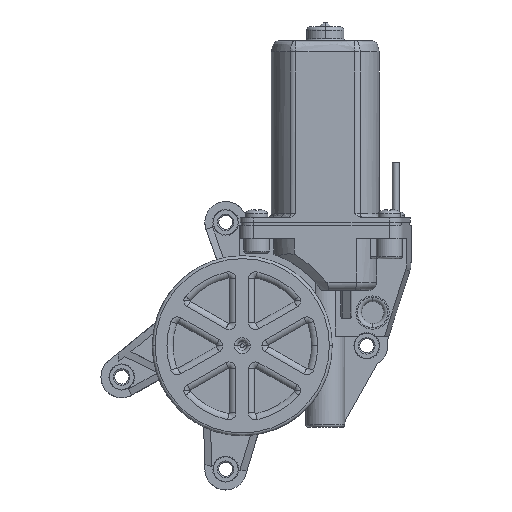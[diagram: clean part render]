
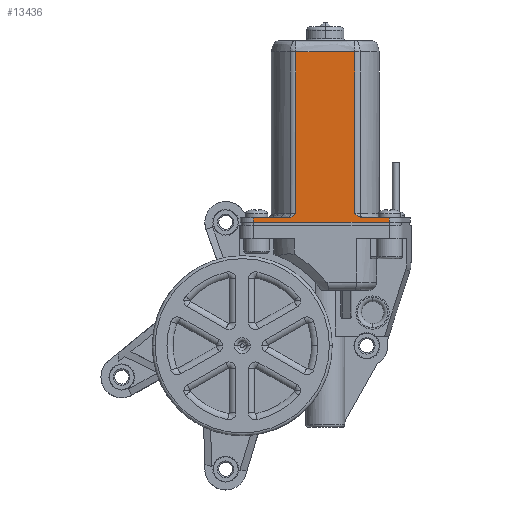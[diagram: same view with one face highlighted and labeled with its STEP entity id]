
A CAD part, front view. The second image highlights one B-rep face of the part: STEP entity #13436.
In plain terms, the highlighted planar face has unit normal (0, -1, 0).
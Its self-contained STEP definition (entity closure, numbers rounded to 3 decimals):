
#12 = VECTOR ( 'NONE', #11973, 1000. ) ;
#500 = CARTESIAN_POINT ( 'NONE',  ( 4., -23.6, 46.2 ) ) ;
#1145 = CARTESIAN_POINT ( 'NONE',  ( 19.347, -23.6, 47.7 ) ) ;
#1338 = DIRECTION ( 'NONE',  ( 1., 0., 0. ) ) ;
#1389 = EDGE_CURVE ( 'NONE', #41201, #21688, #31249, .T. ) ;
#1799 = EDGE_CURVE ( 'NONE', #23659, #18315, #6780, .T. ) ;
#2059 = EDGE_CURVE ( 'NONE', #4616, #23659, #21863, .T. ) ;
#3138 = CARTESIAN_POINT ( 'NONE',  ( 33.551, -23.6, 106.2 ) ) ;
#3741 = VECTOR ( 'NONE', #1338, 1000. ) ;
#3904 = VERTEX_POINT ( 'NONE', #1145 ) ;
#4054 = B_SPLINE_CURVE_WITH_KNOTS ( 'NONE', 3,
 ( #4564, #34184, #17653, #21141 ),
 .UNSPECIFIED., .F., .F.,
 ( 4, 4 ),
 ( 0., 0.001 ),
 .UNSPECIFIED. ) ;
#4392 = VECTOR ( 'NONE', #38285, 1000. ) ;
#4564 = CARTESIAN_POINT ( 'NONE',  ( 44.058, -23.6, 46.2 ) ) ;
#4573 = ORIENTED_EDGE ( 'NONE', *, *, #2059, .F. ) ;
#4616 = VERTEX_POINT ( 'NONE', #15648 ) ;
#4729 = CARTESIAN_POINT ( 'NONE',  ( 40.653, -23.6, 47.7 ) ) ;
#4873 = CARTESIAN_POINT ( 'NONE',  ( 16.238, -23.6, 46.2 ) ) ;
#6003 = VERTEX_POINT ( 'NONE', #40759 ) ;
#6780 = LINE ( 'NONE', #14303, #12 ) ;
#8235 = ORIENTED_EDGE ( 'NONE', *, *, #12072, .T. ) ;
#8248 = CARTESIAN_POINT ( 'NONE',  ( 15.942, -23.6, 46.2 ) ) ;
#8251 = ORIENTED_EDGE ( 'NONE', *, *, #1389, .T. ) ;
#8275 = CARTESIAN_POINT ( 'NONE',  ( 18.554, -23.6, 47.139 ) ) ;
#9513 = EDGE_CURVE ( 'NONE', #3904, #6003, #25427, .T. ) ;
#10420 = DIRECTION ( 'NONE',  ( 0., 0., 1. ) ) ;
#10474 = ORIENTED_EDGE ( 'NONE', *, *, #21661, .T. ) ;
#11209 = CARTESIAN_POINT ( 'NONE',  ( 43.19, -23.6, 46.313 ) ) ;
#11636 = CARTESIAN_POINT ( 'NONE',  ( 16.81, -23.6, 46.313 ) ) ;
#11659 = CARTESIAN_POINT ( 'NONE',  ( 4., -23.6, 46.2 ) ) ;
#11857 = CARTESIAN_POINT ( 'NONE',  ( 40.653, -23.6, 106.2 ) ) ;
#11973 = DIRECTION ( 'NONE',  ( 0., 0., -1. ) ) ;
#12072 = EDGE_CURVE ( 'NONE', #6003, #34152, #19598, .T. ) ;
#13044 = VECTOR ( 'NONE', #29918, 1000. ) ;
#13436 = ADVANCED_FACE ( 'NONE', ( #37148 ), #23634, .F. ) ;
#14303 = CARTESIAN_POINT ( 'NONE',  ( 53.121, -23.6, 46.2 ) ) ;
#14721 = AXIS2_PLACEMENT_3D ( 'NONE', #500, #30269, #10420 ) ;
#14773 = CARTESIAN_POINT ( 'NONE',  ( 15.942, -23.6, 46.2 ) ) ;
#14860 = CARTESIAN_POINT ( 'NONE',  ( 40.653, -23.6, 47.7 ) ) ;
#15014 = CARTESIAN_POINT ( 'NONE',  ( 42.718, -23.6, 46.439 ) ) ;
#15194 = EDGE_LOOP ( 'NONE', ( #33421, #24458, #17308, #41731, #8235, #27583, #8251, #10474, #20276, #4573, #23648, #24725 ) ) ;
#15247 = CARTESIAN_POINT ( 'NONE',  ( 40.653, -23.6, 46.2 ) ) ;
#15648 = CARTESIAN_POINT ( 'NONE',  ( 44.058, -23.6, 46.2 ) ) ;
#17308 = ORIENTED_EDGE ( 'NONE', *, *, #26915, .T. ) ;
#17653 = CARTESIAN_POINT ( 'NONE',  ( 43.473, -23.6, 46.238 ) ) ;
#17911 = LINE ( 'NONE', #15247, #4392 ) ;
#17943 = EDGE_CURVE ( 'NONE', #37600, #29792, #27406, .T. ) ;
#17948 = CARTESIAN_POINT ( 'NONE',  ( 16.81, -23.6, 46.313 ) ) ;
#18315 = VERTEX_POINT ( 'NONE', #37441 ) ;
#18937 = VERTEX_POINT ( 'NONE', #31144 ) ;
#19598 = B_SPLINE_CURVE_WITH_KNOTS ( 'NONE', 3,
 ( #17948, #28081, #4873, #14773 ),
 .UNSPECIFIED., .F., .F.,
 ( 4, 4 ),
 ( 0., 0.001 ),
 .UNSPECIFIED. ) ;
#20104 = EDGE_CURVE ( 'NONE', #29792, #40691, #17911, .T. ) ;
#20119 = EDGE_CURVE ( 'NONE', #41201, #34152, #32444, .T. ) ;
#20190 = DIRECTION ( 'NONE',  ( 0., 0., -1. ) ) ;
#20276 = ORIENTED_EDGE ( 'NONE', *, *, #1799, .F. ) ;
#21141 = CARTESIAN_POINT ( 'NONE',  ( 43.19, -23.6, 46.313 ) ) ;
#21438 = LINE ( 'NONE', #34464, #3741 ) ;
#21661 = EDGE_CURVE ( 'NONE', #21688, #18315, #21438, .T. ) ;
#21688 = VERTEX_POINT ( 'NONE', #38215 ) ;
#21863 = LINE ( 'NONE', #36757, #13044 ) ;
#21951 = CARTESIAN_POINT ( 'NONE',  ( 17.282, -23.6, 46.439 ) ) ;
#22194 = DIRECTION ( 'NONE',  ( 1., 0., 0. ) ) ;
#22638 = CARTESIAN_POINT ( 'NONE',  ( 53.121, -23.6, 46.2 ) ) ;
#22848 = VECTOR ( 'NONE', #34125, 1000. ) ;
#22978 = EDGE_CURVE ( 'NONE', #40691, #18937, #38858, .T. ) ;
#23054 = CARTESIAN_POINT ( 'NONE',  ( 40.653, -23.6, 106.2 ) ) ;
#23634 = PLANE ( 'NONE',  #14721 ) ;
#23636 = VECTOR ( 'NONE', #22194, 1000. ) ;
#23648 = ORIENTED_EDGE ( 'NONE', *, *, #37395, .T. ) ;
#23659 = VERTEX_POINT ( 'NONE', #22638 ) ;
#23681 = CARTESIAN_POINT ( 'NONE',  ( 4., -23.6, 46.2 ) ) ;
#24290 = CARTESIAN_POINT ( 'NONE',  ( 41.049, -23.6, 47.42 ) ) ;
#24421 = CARTESIAN_POINT ( 'NONE',  ( 19.347, -23.6, 46.2 ) ) ;
#24430 = CARTESIAN_POINT ( 'NONE',  ( 40.85, -23.6, 47.561 ) ) ;
#24458 = ORIENTED_EDGE ( 'NONE', *, *, #22978, .T. ) ;
#24725 = ORIENTED_EDGE ( 'NONE', *, *, #17943, .T. ) ;
#24861 = CARTESIAN_POINT ( 'NONE',  ( 18.951, -23.6, 47.42 ) ) ;
#25427 = B_SPLINE_CURVE_WITH_KNOTS ( 'NONE', 3,
 ( #41393, #24861, #8275, #31513, #21951, #11636 ),
 .UNSPECIFIED., .F., .F.,
 ( 4, 2, 4 ),
 ( 0., 0.001, 0.003 ),
 .UNSPECIFIED. ) ;
#25999 = CARTESIAN_POINT ( 'NONE',  ( 43.19, -23.6, 46.313 ) ) ;
#26915 = EDGE_CURVE ( 'NONE', #18937, #3904, #35229, .T. ) ;
#27406 = B_SPLINE_CURVE_WITH_KNOTS ( 'NONE', 3,
 ( #11209, #15014, #27733, #40974, #34438, #24290, #24430, #14860 ),
 .UNSPECIFIED., .F., .F.,
 ( 4, 2, 2, 4 ),
 ( 0., 0.001, 0.002, 0.003 ),
 .UNSPECIFIED. ) ;
#27583 = ORIENTED_EDGE ( 'NONE', *, *, #20119, .F. ) ;
#27733 = CARTESIAN_POINT ( 'NONE',  ( 42.283, -23.6, 46.648 ) ) ;
#28081 = CARTESIAN_POINT ( 'NONE',  ( 16.527, -23.6, 46.238 ) ) ;
#29792 = VERTEX_POINT ( 'NONE', #4729 ) ;
#29918 = DIRECTION ( 'NONE',  ( 1., 0., 0. ) ) ;
#30269 = DIRECTION ( 'NONE',  ( 0., 1., 0. ) ) ;
#31144 = CARTESIAN_POINT ( 'NONE',  ( 19.347, -23.6, 106.2 ) ) ;
#31249 = LINE ( 'NONE', #23681, #40085 ) ;
#31513 = CARTESIAN_POINT ( 'NONE',  ( 17.717, -23.6, 46.648 ) ) ;
#32444 = LINE ( 'NONE', #42066, #23636 ) ;
#33044 = CARTESIAN_POINT ( 'NONE',  ( 26.449, -23.6, 106.2 ) ) ;
#33421 = ORIENTED_EDGE ( 'NONE', *, *, #20104, .T. ) ;
#34125 = DIRECTION ( 'NONE',  ( 0., 0., -1. ) ) ;
#34152 = VERTEX_POINT ( 'NONE', #8248 ) ;
#34184 = CARTESIAN_POINT ( 'NONE',  ( 43.762, -23.6, 46.2 ) ) ;
#34438 = CARTESIAN_POINT ( 'NONE',  ( 41.451, -23.6, 47.148 ) ) ;
#34464 = CARTESIAN_POINT ( 'NONE',  ( 4., -23.6, 44.7 ) ) ;
#35229 = LINE ( 'NONE', #24421, #22848 ) ;
#36375 = CARTESIAN_POINT ( 'NONE',  ( 19.347, -23.6, 106.2 ) ) ;
#36757 = CARTESIAN_POINT ( 'NONE',  ( 4., -23.6, 46.2 ) ) ;
#37148 = FACE_OUTER_BOUND ( 'NONE', #15194, .T. ) ;
#37395 = EDGE_CURVE ( 'NONE', #4616, #37600, #4054, .T. ) ;
#37441 = CARTESIAN_POINT ( 'NONE',  ( 53.121, -23.6, 44.7 ) ) ;
#37600 = VERTEX_POINT ( 'NONE', #25999 ) ;
#38215 = CARTESIAN_POINT ( 'NONE',  ( 4., -23.6, 44.7 ) ) ;
#38285 = DIRECTION ( 'NONE',  ( 0., 0., 1. ) ) ;
#38858 = B_SPLINE_CURVE_WITH_KNOTS ( 'NONE', 3,
 ( #23054, #3138, #33044, #36375 ),
 .UNSPECIFIED., .F., .F.,
 ( 4, 4 ),
 ( 0., 1. ),
 .UNSPECIFIED. ) ;
#40085 = VECTOR ( 'NONE', #20190, 1000. ) ;
#40691 = VERTEX_POINT ( 'NONE', #11857 ) ;
#40759 = CARTESIAN_POINT ( 'NONE',  ( 16.81, -23.6, 46.313 ) ) ;
#40974 = CARTESIAN_POINT ( 'NONE',  ( 41.655, -23.6, 47.016 ) ) ;
#41201 = VERTEX_POINT ( 'NONE', #11659 ) ;
#41393 = CARTESIAN_POINT ( 'NONE',  ( 19.347, -23.6, 47.7 ) ) ;
#41731 = ORIENTED_EDGE ( 'NONE', *, *, #9513, .T. ) ;
#42066 = CARTESIAN_POINT ( 'NONE',  ( 4., -23.6, 46.2 ) ) ;
